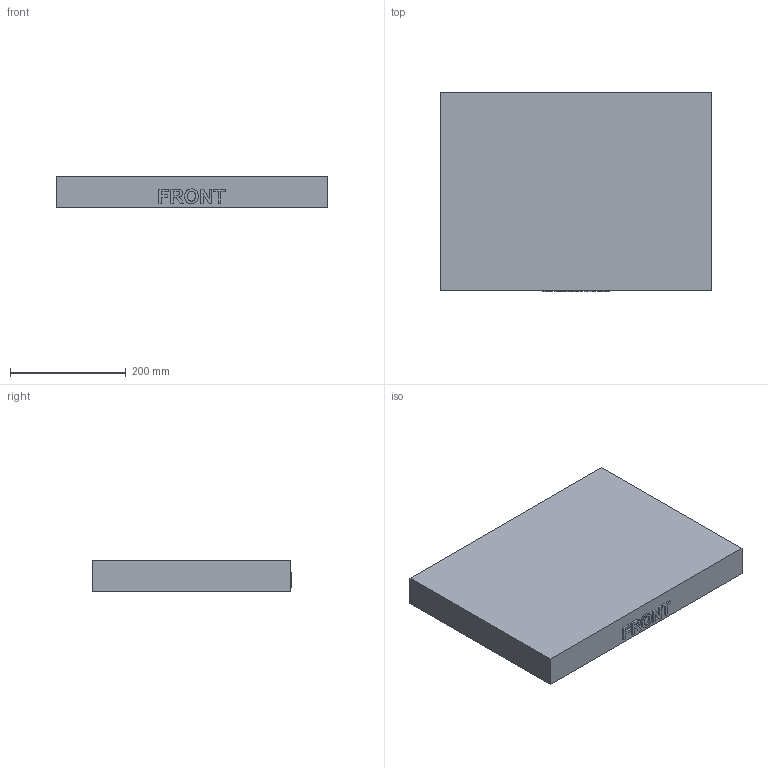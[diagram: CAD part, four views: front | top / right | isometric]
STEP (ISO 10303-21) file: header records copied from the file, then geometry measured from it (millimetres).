
FILE_DESCRIPTION( ( 'Unknown' ), '1' );
FILE_NAME( '2450-lid_internal_tub.stp', 'Unknown', ( 'Unknown' ), ( 'Unknown' ), 'PSStep 10.1', 'Unknown', ' ' );
FILE_SCHEMA( ( 'AUTOMOTIVE_DESIGN { 1 0 10303 214 1 1 1 1 }' ) );
Length unit declared in the file: millimetre
Products named in the file (1): 1
Bounding box: 469.9 x 346.07 x 53.98 mm (x, y, z)
Volume: 1340934.1 mm3; surface area: 478597.4 mm2
Topology: 1 solids, 1 shells, 197 faces, 469 edges, 266 vertices
Faces by surface type: plane 71, bspline 64, cylinder 56, extrusion 6
Entity records: 7506 total; most frequent: CARTESIAN_POINT 3545, ORIENTED_EDGE 902, DIRECTION 687, EDGE_CURVE 451, VERTEX_POINT 266, AXIS2_PLACEMENT_3D 260, EDGE_LOOP 207, FACE_OUTER_BOUND 199
